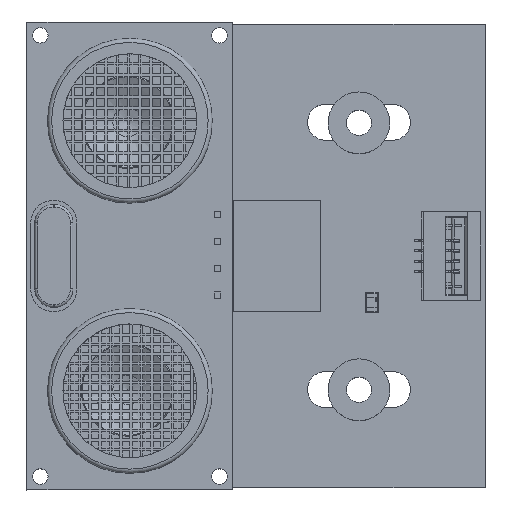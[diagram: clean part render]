
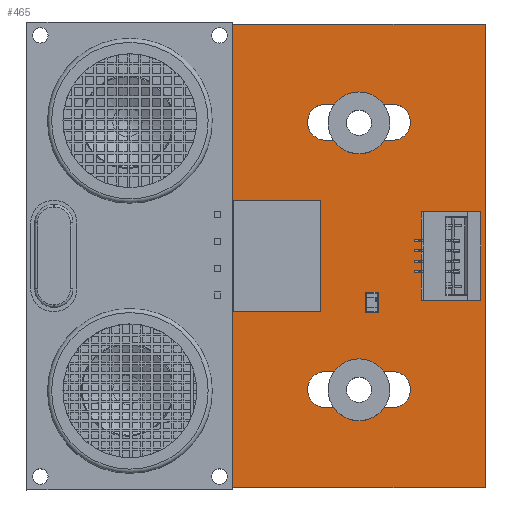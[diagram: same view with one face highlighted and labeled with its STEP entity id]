
A CAD part, top view. The second image highlights one B-rep face of the part: STEP entity #465.
In plain terms, the highlighted planar face has unit normal (0, 0, 1).
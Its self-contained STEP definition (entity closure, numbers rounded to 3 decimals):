
#68 = VERTEX_POINT('',#69);
#69 = CARTESIAN_POINT('',(0.,0.,1.606));
#75 = EDGE_CURVE('',#68,#76,#78,.T.);
#76 = VERTEX_POINT('',#77);
#77 = CARTESIAN_POINT('',(24.5,0.,1.606));
#78 = LINE('',#79,#80);
#79 = CARTESIAN_POINT('',(0.,0.,1.606));
#80 = VECTOR('',#81,1.);
#81 = DIRECTION('',(1.,0.,0.));
#106 = EDGE_CURVE('',#76,#107,#109,.T.);
#107 = VERTEX_POINT('',#108);
#108 = CARTESIAN_POINT('',(24.5,45.,1.606));
#109 = LINE('',#110,#111);
#110 = CARTESIAN_POINT('',(24.5,0.,1.606));
#111 = VECTOR('',#112,1.);
#112 = DIRECTION('',(0.,1.,0.));
#137 = EDGE_CURVE('',#107,#138,#140,.T.);
#138 = VERTEX_POINT('',#139);
#139 = CARTESIAN_POINT('',(0.,45.,1.606));
#140 = LINE('',#141,#142);
#141 = CARTESIAN_POINT('',(24.5,45.,1.606));
#142 = VECTOR('',#143,1.);
#143 = DIRECTION('',(-1.,0.,0.));
#168 = EDGE_CURVE('',#138,#68,#169,.T.);
#169 = LINE('',#170,#171);
#170 = CARTESIAN_POINT('',(0.,45.,1.606));
#171 = VECTOR('',#172,1.);
#172 = DIRECTION('',(0.,-1.,0.));
#192 = VERTEX_POINT('',#193);
#193 = CARTESIAN_POINT('',(9.,33.75,1.606));
#199 = EDGE_CURVE('',#192,#200,#202,.T.);
#200 = VERTEX_POINT('',#201);
#201 = CARTESIAN_POINT('',(15.5,33.75,1.606));
#202 = LINE('',#203,#204);
#203 = CARTESIAN_POINT('',(9.,33.75,1.606));
#204 = VECTOR('',#205,1.);
#205 = DIRECTION('',(1.,0.,0.));
#230 = EDGE_CURVE('',#200,#231,#233,.T.);
#231 = VERTEX_POINT('',#232);
#232 = CARTESIAN_POINT('',(15.5,37.25,1.606));
#233 = CIRCLE('',#234,1.75);
#234 = AXIS2_PLACEMENT_3D('',#235,#236,#237);
#235 = CARTESIAN_POINT('',(15.5,35.5,1.606));
#236 = DIRECTION('',(0.,0.,1.));
#237 = DIRECTION('',(0.,-1.,0.));
#263 = EDGE_CURVE('',#231,#264,#266,.T.);
#264 = VERTEX_POINT('',#265);
#265 = CARTESIAN_POINT('',(9.,37.25,1.606));
#266 = LINE('',#267,#268);
#267 = CARTESIAN_POINT('',(15.5,37.25,1.606));
#268 = VECTOR('',#269,1.);
#269 = DIRECTION('',(-1.,0.,0.));
#294 = EDGE_CURVE('',#264,#192,#295,.T.);
#295 = CIRCLE('',#296,1.75);
#296 = AXIS2_PLACEMENT_3D('',#297,#298,#299);
#297 = CARTESIAN_POINT('',(9.,35.5,1.606));
#298 = DIRECTION('',(0.,0.,1.));
#299 = DIRECTION('',(0.,1.,0.));
#320 = VERTEX_POINT('',#321);
#321 = CARTESIAN_POINT('',(9.,7.784,1.606));
#327 = EDGE_CURVE('',#320,#328,#330,.T.);
#328 = VERTEX_POINT('',#329);
#329 = CARTESIAN_POINT('',(15.5,7.784,1.606));
#330 = LINE('',#331,#332);
#331 = CARTESIAN_POINT('',(9.,7.784,1.606));
#332 = VECTOR('',#333,1.);
#333 = DIRECTION('',(1.,0.,0.));
#358 = EDGE_CURVE('',#328,#359,#361,.T.);
#359 = VERTEX_POINT('',#360);
#360 = CARTESIAN_POINT('',(15.5,11.284,1.606));
#361 = CIRCLE('',#362,1.75);
#362 = AXIS2_PLACEMENT_3D('',#363,#364,#365);
#363 = CARTESIAN_POINT('',(15.5,9.534,1.606));
#364 = DIRECTION('',(0.,0.,1.));
#365 = DIRECTION('',(0.,-1.,0.));
#391 = EDGE_CURVE('',#359,#392,#394,.T.);
#392 = VERTEX_POINT('',#393);
#393 = CARTESIAN_POINT('',(9.,11.284,1.606));
#394 = LINE('',#395,#396);
#395 = CARTESIAN_POINT('',(15.5,11.284,1.606));
#396 = VECTOR('',#397,1.);
#397 = DIRECTION('',(-1.,0.,0.));
#422 = EDGE_CURVE('',#392,#320,#423,.T.);
#423 = CIRCLE('',#424,1.75);
#424 = AXIS2_PLACEMENT_3D('',#425,#426,#427);
#425 = CARTESIAN_POINT('',(9.,9.534,1.606));
#426 = DIRECTION('',(0.,0.,1.));
#427 = DIRECTION('',(0.,1.,0.));
#465 = ADVANCED_FACE('',(#466,#472,#478),#484,.F.);
#466 = FACE_BOUND('',#467,.T.);
#467 = EDGE_LOOP('',(#468,#469,#470,#471));
#468 = ORIENTED_EDGE('',*,*,#75,.T.);
#469 = ORIENTED_EDGE('',*,*,#106,.T.);
#470 = ORIENTED_EDGE('',*,*,#137,.T.);
#471 = ORIENTED_EDGE('',*,*,#168,.T.);
#472 = FACE_BOUND('',#473,.F.);
#473 = EDGE_LOOP('',(#474,#475,#476,#477));
#474 = ORIENTED_EDGE('',*,*,#199,.T.);
#475 = ORIENTED_EDGE('',*,*,#230,.T.);
#476 = ORIENTED_EDGE('',*,*,#263,.T.);
#477 = ORIENTED_EDGE('',*,*,#294,.T.);
#478 = FACE_BOUND('',#479,.F.);
#479 = EDGE_LOOP('',(#480,#481,#482,#483));
#480 = ORIENTED_EDGE('',*,*,#327,.T.);
#481 = ORIENTED_EDGE('',*,*,#358,.T.);
#482 = ORIENTED_EDGE('',*,*,#391,.T.);
#483 = ORIENTED_EDGE('',*,*,#422,.T.);
#484 = PLANE('',#485);
#485 = AXIS2_PLACEMENT_3D('',#486,#487,#488);
#486 = CARTESIAN_POINT('',(0.,0.,1.606));
#487 = DIRECTION('',(0.,0.,-1.));
#488 = DIRECTION('',(-1.,0.,0.));
